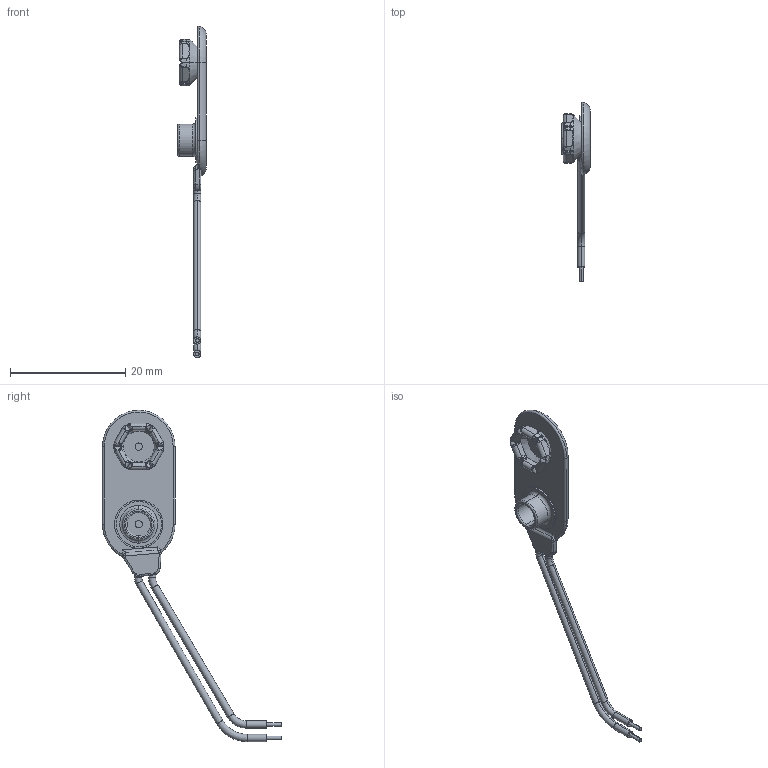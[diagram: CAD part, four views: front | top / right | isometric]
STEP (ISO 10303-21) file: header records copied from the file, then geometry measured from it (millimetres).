
FILE_DESCRIPTION (( 'STEP AP214' ), '1' );
FILE_NAME ('User Library-9 Volt Snap Connector.STEP', '2021-03-10T23:38:25', ( '' ), ( '' ), 'SwSTEP 2.0', 'SolidWorks 2020', '' );
FILE_SCHEMA (( 'AUTOMOTIVE_DESIGN' ));
Length unit declared in the file: inch
Products named in the file (1): User Library-9 Volt Snap Connector
Bounding box: 5.02 x 31.14 x 57.61 mm (x, y, z)
Surface area: 1449.3 mm2 (no closed solid volume)
Topology: 0 solids, 3 shells, 413 faces, 981 edges, 547 vertices
Faces by surface type: cylinder 151, bspline 122, plane 62, torus 60, sphere 14, cone 4
Entity records: 14744 total; most frequent: CARTESIAN_POINT 5313, ORIENTED_EDGE 1898, DIRECTION 1662, EDGE_CURVE 951, AXIS2_PLACEMENT_3D 710, VERTEX_POINT 547, EDGE_LOOP 420, CIRCLE 418
